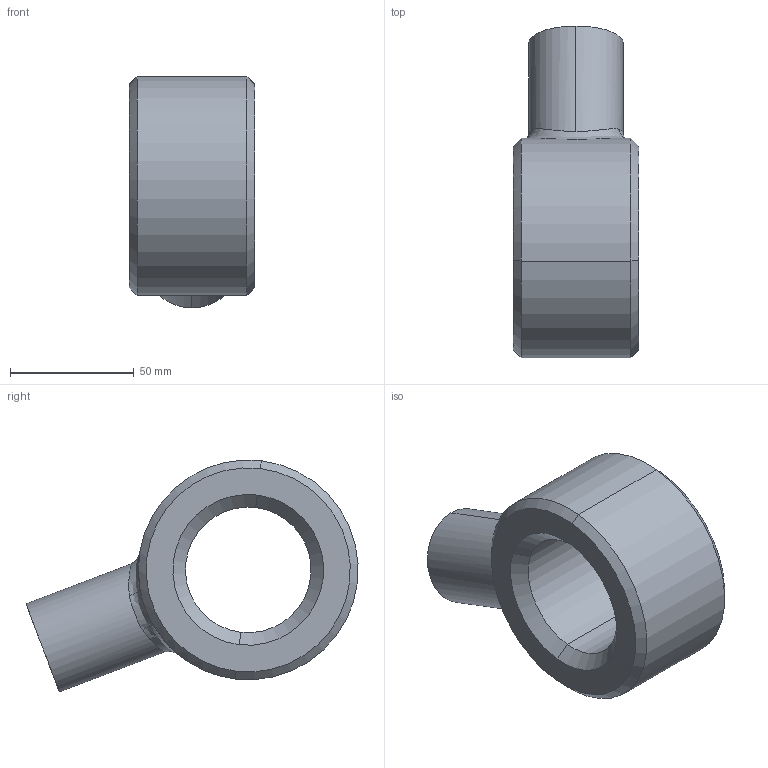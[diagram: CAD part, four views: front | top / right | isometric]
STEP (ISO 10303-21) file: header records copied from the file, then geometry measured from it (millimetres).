
FILE_DESCRIPTION (( 'STEP AP203' ), '1' );
FILE_NAME ('LeftLiftActRod_Secondary.STEP', '2023-07-27T05:56:54', ( '' ), ( '' ), 'SwSTEP 2.0', 'SolidWorks 2021', '' );
FILE_SCHEMA (( 'CONFIG_CONTROL_DESIGN' ));
Length unit declared in the file: centimetre
Products named in the file (3): Part 5-8; LeftLiftActRod_Secondary; Lift Cylinder _1_
Assembly tree (2 placements, depth 3):
  LeftLiftActRod_Secondary
    Lift Cylinder _1_
      Part 5-8
Bounding box: 50.8 x 134.26 x 93.72 mm (x, y, z)
Volume: 250242.1 mm3; surface area: 35630.8 mm2
Topology: 1 solids, 1 shells, 25 faces, 54 edges, 32 vertices
Faces by surface type: cylinder 9, cone 8, plane 4, bspline 4
Entity records: 1571 total; most frequent: CARTESIAN_POINT 725, DIRECTION 130, ORIENTED_EDGE 108, AXIS2_PLACEMENT_3D 57, EDGE_CURVE 54, VERTEX_POINT 32, CIRCLE 30, EDGE_LOOP 28
